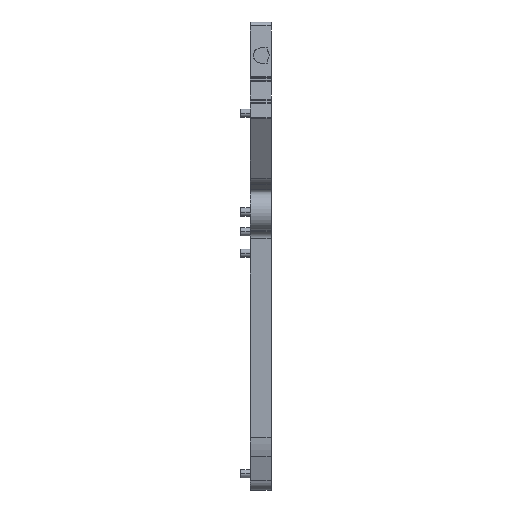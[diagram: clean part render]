
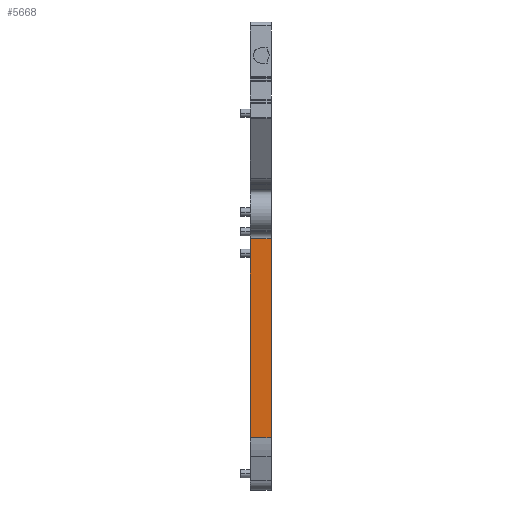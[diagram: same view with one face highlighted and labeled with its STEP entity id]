
A CAD part, front view. The second image highlights one B-rep face of the part: STEP entity #5668.
In plain terms, the highlighted planar face has unit normal (0, -0.998, -0.061).
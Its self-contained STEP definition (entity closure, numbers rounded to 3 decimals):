
#5655=AXIS2_PLACEMENT_3D('Plane Axis2P3D',#5652,#5653,#5654) ;
#666=CARTESIAN_POINT('Vertex',(2.25,8.072,12.455)) ;
#669=CARTESIAN_POINT('Line Origine',(2.25,6.624,36.136)) ;
#673=CARTESIAN_POINT('Vertex',(2.25,5.176,59.817)) ;
#3170=CARTESIAN_POINT('Vertex',(7.25,5.176,59.817)) ;
#3173=CARTESIAN_POINT('Line Origine',(7.25,6.624,36.136)) ;
#3177=CARTESIAN_POINT('Vertex',(7.25,8.072,12.455)) ;
#5633=CARTESIAN_POINT('Line Origine',(4.75,8.072,12.455)) ;
#5652=CARTESIAN_POINT('Axis2P3D Location',(6.25,8.072,12.455)) ;
#5657=CARTESIAN_POINT('Line Origine',(4.75,5.176,59.817)) ;
#670=DIRECTION('Vector Direction',(0.,-0.061,0.998)) ;
#3174=DIRECTION('Vector Direction',(0.,-0.061,0.998)) ;
#5634=DIRECTION('Vector Direction',(1.,0.,0.)) ;
#5653=DIRECTION('Axis2P3D Direction',(-0.,0.998,0.061)) ;
#5654=DIRECTION('Axis2P3D XDirection',(0.,-0.061,0.998)) ;
#5658=DIRECTION('Vector Direction',(1.,0.,0.)) ;
#671=VECTOR('Line Direction',#670,1.) ;
#3175=VECTOR('Line Direction',#3174,1.) ;
#5635=VECTOR('Line Direction',#5634,1.) ;
#5659=VECTOR('Line Direction',#5658,1.) ;
#5663=ORIENTED_EDGE('',*,*,#5661,.F.) ;
#5664=ORIENTED_EDGE('',*,*,#675,.T.) ;
#5665=ORIENTED_EDGE('',*,*,#5637,.T.) ;
#5666=ORIENTED_EDGE('',*,*,#3179,.F.) ;
#5668=ADVANCED_FACE('WTA_4N_ZA_S3D',(#5667),#5656,.F.) ;
#675=EDGE_CURVE('',#674,#667,#672,.F.) ;
#3179=EDGE_CURVE('',#3171,#3178,#3176,.F.) ;
#5637=EDGE_CURVE('',#667,#3178,#5636,.T.) ;
#5661=EDGE_CURVE('',#674,#3171,#5660,.T.) ;
#5662=EDGE_LOOP('',(#5663,#5664,#5665,#5666)) ;
#5667=FACE_OUTER_BOUND('',#5662,.T.) ;
#672=LINE('Line',#669,#671) ;
#3176=LINE('Line',#3173,#3175) ;
#5636=LINE('Line',#5633,#5635) ;
#5660=LINE('Line',#5657,#5659) ;
#5656=PLANE('',#5655) ;
#667=VERTEX_POINT('',#666) ;
#674=VERTEX_POINT('',#673) ;
#3171=VERTEX_POINT('',#3170) ;
#3178=VERTEX_POINT('',#3177) ;
